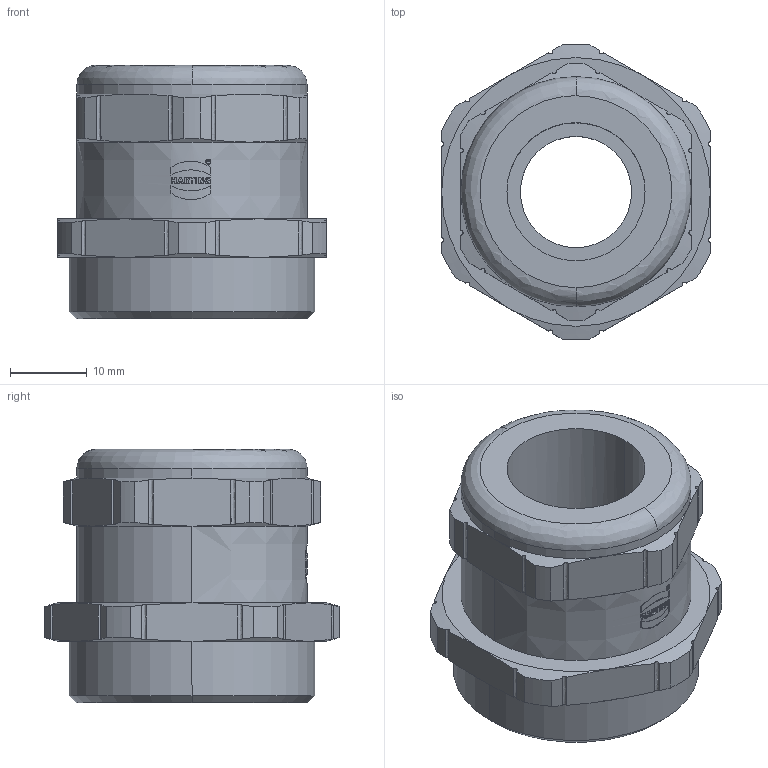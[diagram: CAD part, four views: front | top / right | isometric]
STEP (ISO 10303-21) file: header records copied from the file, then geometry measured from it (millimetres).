
FILE_DESCRIPTION(/* description */ (''),/* implementation_level */ '2;1');
FILE_NAME(/* name */ '100102581ugm000_d.stp',/* time_stamp */ '2019-01-23T16:46:28+01:00',/* author */ (''),/* organization */ (''),/* preprocessor_version */ 'ST-DEVELOPER v16.7',/* originating_system */ 'SIEMENS PLM Software NX 12.0',/* authorisation */ '');
FILE_SCHEMA (('AUTOMOTIVE_DESIGN { 1 0 10303 214 3 1 1 1 }'));
Length unit declared in the file: millimetre
Products named in the file (1): 100102581ugm000_d
Bounding box: 35 x 38.48 x 33 mm (x, y, z)
Volume: 18339 mm3; surface area: 6819.4 mm2
Topology: 1 solids, 1 shells, 216 faces, 746 edges, 730 vertices
Faces by surface type: plane 115, revolution 78, bspline 11, cylinder 10, extrusion 2
Full cylindrical faces by diameter (mm): 0.569 x1, 0.673 x1
Entity records: 11054 total; most frequent: CARTESIAN_POINT 3289, ORIENTED_EDGE 1132, DIRECTION 969, EDGE_CURVE 566, PRESENTATION_STYLE_ASSIGNMENT 405, VECTOR 373, VERTEX_POINT 372, LINE 371
